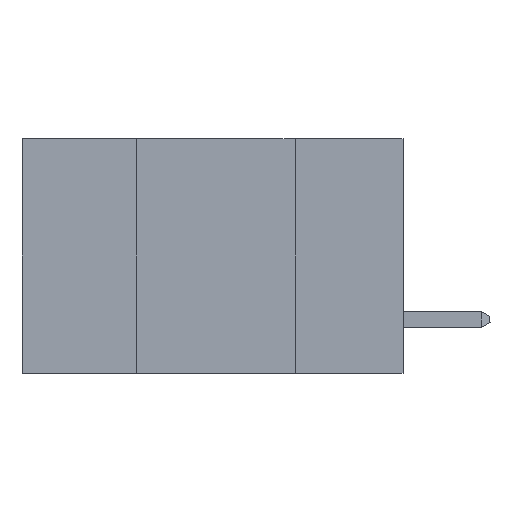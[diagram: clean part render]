
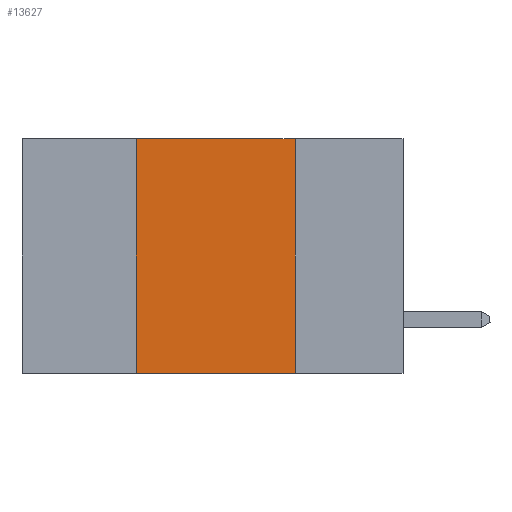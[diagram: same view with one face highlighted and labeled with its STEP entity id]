
A CAD part, left-side view. The second image highlights one B-rep face of the part: STEP entity #13627.
In plain terms, the highlighted planar face has unit normal (-1, 0, 0).
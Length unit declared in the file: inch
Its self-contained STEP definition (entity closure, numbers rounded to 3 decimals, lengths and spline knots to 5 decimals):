
#621 = LINE ( 'NONE', #14550, #2390 ) ;
#937 = CARTESIAN_POINT ( 'NONE',  ( 0., 0.17, 0. ) ) ;
#2046 = ORIENTED_EDGE ( 'NONE', *, *, #18105, .T. ) ;
#2304 = LINE ( 'NONE', #20505, #21149 ) ;
#2390 = VECTOR ( 'NONE', #16442, 39.37008 ) ;
#3140 = VECTOR ( 'NONE', #20146, 39.37008 ) ;
#3672 = CARTESIAN_POINT ( 'NONE',  ( 0., 0.6, 0. ) ) ;
#4672 = CARTESIAN_POINT ( 'NONE',  ( 0., 0.42, 0. ) ) ;
#5655 = VERTEX_POINT ( 'NONE', #7018 ) ;
#5971 = CARTESIAN_POINT ( 'NONE',  ( 0., 0.17, -0.37 ) ) ;
#6383 = VERTEX_POINT ( 'NONE', #5971 ) ;
#6659 = ORIENTED_EDGE ( 'NONE', *, *, #8116, .F. ) ;
#6777 = EDGE_CURVE ( 'NONE', #21665, #6383, #2304, .T. ) ;
#7018 = CARTESIAN_POINT ( 'NONE',  ( 0., 0.42, -0.37 ) ) ;
#7425 = DIRECTION ( 'NONE',  ( 0., -1., 0. ) ) ;
#7714 = ORIENTED_EDGE ( 'NONE', *, *, #23860, .F. ) ;
#8116 = EDGE_CURVE ( 'NONE', #13322, #21665, #11081, .T. ) ;
#8762 = ORIENTED_EDGE ( 'NONE', *, *, #6777, .F. ) ;
#9256 = DIRECTION ( 'NONE',  ( 0., 0., -1. ) ) ;
#9455 = DIRECTION ( 'NONE',  ( 0., 0., -1. ) ) ;
#11081 = LINE ( 'NONE', #13032, #15454 ) ;
#11797 = AXIS2_PLACEMENT_3D ( 'NONE', #3672, #22681, #9455 ) ;
#13032 = CARTESIAN_POINT ( 'NONE',  ( 0., 0.6, 0. ) ) ;
#13062 = PLANE ( 'NONE',  #11797 ) ;
#13322 = VERTEX_POINT ( 'NONE', #4672 ) ;
#13627 = ADVANCED_FACE ( 'NONE', ( #14320 ), #13062, .F. ) ;
#14320 = FACE_OUTER_BOUND ( 'NONE', #23642, .T. ) ;
#14550 = CARTESIAN_POINT ( 'NONE',  ( 0., 0.42, 0. ) ) ;
#15454 = VECTOR ( 'NONE', #7425, 39.37008 ) ;
#16442 = DIRECTION ( 'NONE',  ( 0., 0., 1. ) ) ;
#18105 = EDGE_CURVE ( 'NONE', #5655, #6383, #21422, .T. ) ;
#20146 = DIRECTION ( 'NONE',  ( 0., -1., 0. ) ) ;
#20505 = CARTESIAN_POINT ( 'NONE',  ( 0., 0.17, 0. ) ) ;
#21149 = VECTOR ( 'NONE', #9256, 39.37008 ) ;
#21422 = LINE ( 'NONE', #24259, #3140 ) ;
#21665 = VERTEX_POINT ( 'NONE', #937 ) ;
#22681 = DIRECTION ( 'NONE',  ( 1., 0., 0. ) ) ;
#23642 = EDGE_LOOP ( 'NONE', ( #8762, #6659, #7714, #2046 ) ) ;
#23860 = EDGE_CURVE ( 'NONE', #5655, #13322, #621, .T. ) ;
#24259 = CARTESIAN_POINT ( 'NONE',  ( 0., 0.6, -0.37 ) ) ;
